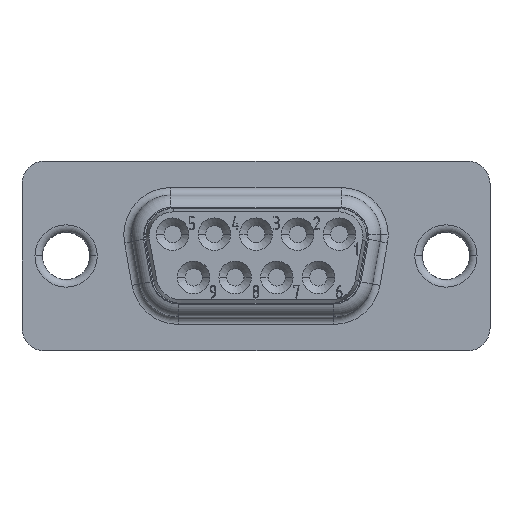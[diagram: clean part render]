
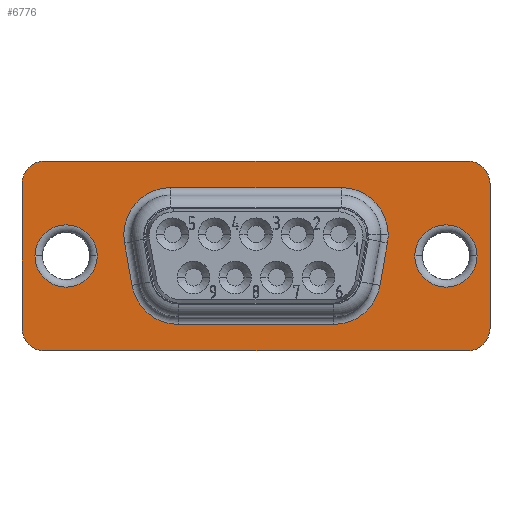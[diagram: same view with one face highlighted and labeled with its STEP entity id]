
A CAD part, top view. The second image highlights one B-rep face of the part: STEP entity #6776.
In plain terms, the highlighted planar face has unit normal (0, 0, 1).
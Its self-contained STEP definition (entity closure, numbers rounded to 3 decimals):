
#6776=ADVANCED_FACE('',(#10976,#10977,#10978,#10979),#7387,.T.);
#7387=PLANE('',#22784);
#9008=LINE('',#34117,#10287);
#9009=LINE('',#34121,#10288);
#9010=LINE('',#34129,#10289);
#9011=LINE('',#34137,#10290);
#9012=LINE('',#34154,#10291);
#9013=LINE('',#34158,#10292);
#9014=LINE('',#34162,#10293);
#9015=LINE('',#34166,#10294);
#10287=VECTOR('',#24911,1.);
#10288=VECTOR('',#24918,1.);
#10289=VECTOR('',#24929,1.);
#10290=VECTOR('',#24940,1.);
#10291=VECTOR('',#24967,1.);
#10292=VECTOR('',#24970,1.);
#10293=VECTOR('',#24973,1.);
#10294=VECTOR('',#24976,1.);
#10976=FACE_BOUND('',#11532,.T.);
#10977=FACE_BOUND('',#11533,.T.);
#10978=FACE_BOUND('',#11534,.T.);
#10979=FACE_BOUND('',#11535,.T.);
#11532=EDGE_LOOP('',(#14418,#14419));
#11533=EDGE_LOOP('',(#14420,#14421));
#11534=EDGE_LOOP('',(#14422,#14423,#14424,#14425,#14426,#14427,#14428,#14429,
#14430));
#11535=EDGE_LOOP('',(#14431,#14432,#14433,#14434,#14435,#14436,#14437,#14438));
#14418=ORIENTED_EDGE('',*,*,#19852,.T.);
#14419=ORIENTED_EDGE('',*,*,#18781,.T.);
#14420=ORIENTED_EDGE('',*,*,#19851,.T.);
#14421=ORIENTED_EDGE('',*,*,#18785,.T.);
#14422=ORIENTED_EDGE('',*,*,#19850,.T.);
#14423=ORIENTED_EDGE('',*,*,#19848,.T.);
#14424=ORIENTED_EDGE('',*,*,#19846,.T.);
#14425=ORIENTED_EDGE('',*,*,#19844,.T.);
#14426=ORIENTED_EDGE('',*,*,#19842,.T.);
#14427=ORIENTED_EDGE('',*,*,#19840,.T.);
#14428=ORIENTED_EDGE('',*,*,#18791,.T.);
#14429=ORIENTED_EDGE('',*,*,#19839,.T.);
#14430=ORIENTED_EDGE('',*,*,#19838,.T.);
#14431=ORIENTED_EDGE('',*,*,#19855,.T.);
#14432=ORIENTED_EDGE('',*,*,#19856,.T.);
#14433=ORIENTED_EDGE('',*,*,#19857,.T.);
#14434=ORIENTED_EDGE('',*,*,#19858,.T.);
#14435=ORIENTED_EDGE('',*,*,#19859,.T.);
#14436=ORIENTED_EDGE('',*,*,#19860,.T.);
#14437=ORIENTED_EDGE('',*,*,#19861,.T.);
#14438=ORIENTED_EDGE('',*,*,#19862,.T.);
#17168=VERTEX_POINT('',#26996);
#17169=VERTEX_POINT('',#26997);
#17172=VERTEX_POINT('',#27005);
#17173=VERTEX_POINT('',#27006);
#17178=VERTEX_POINT('',#27017);
#17179=VERTEX_POINT('',#27019);
#17863=VERTEX_POINT('',#34114);
#17864=VERTEX_POINT('',#34116);
#17865=VERTEX_POINT('',#34122);
#17866=VERTEX_POINT('',#34126);
#17867=VERTEX_POINT('',#34130);
#17868=VERTEX_POINT('',#34134);
#17869=VERTEX_POINT('',#34138);
#17870=VERTEX_POINT('',#34152);
#17871=VERTEX_POINT('',#34153);
#17872=VERTEX_POINT('',#34155);
#17873=VERTEX_POINT('',#34157);
#17874=VERTEX_POINT('',#34159);
#17875=VERTEX_POINT('',#34161);
#17876=VERTEX_POINT('',#34163);
#17877=VERTEX_POINT('',#34165);
#18781=EDGE_CURVE('',#17168,#17169,#21083,.T.);
#18785=EDGE_CURVE('',#17172,#17173,#21087,.T.);
#18791=EDGE_CURVE('',#17179,#17178,#21093,.T.);
#19838=EDGE_CURVE('',#17863,#17864,#9008,.T.);
#19839=EDGE_CURVE('',#17178,#17863,#21273,.T.);
#19840=EDGE_CURVE('',#17865,#17179,#9009,.T.);
#19842=EDGE_CURVE('',#17866,#17865,#21275,.T.);
#19844=EDGE_CURVE('',#17867,#17866,#9010,.T.);
#19846=EDGE_CURVE('',#17868,#17867,#21278,.T.);
#19848=EDGE_CURVE('',#17869,#17868,#9011,.T.);
#19850=EDGE_CURVE('',#17864,#17869,#21281,.T.);
#19851=EDGE_CURVE('',#17173,#17172,#21282,.T.);
#19852=EDGE_CURVE('',#17169,#17168,#21283,.T.);
#19855=EDGE_CURVE('',#17870,#17871,#21286,.T.);
#19856=EDGE_CURVE('',#17871,#17872,#9012,.T.);
#19857=EDGE_CURVE('',#17872,#17873,#21287,.T.);
#19858=EDGE_CURVE('',#17873,#17874,#9013,.T.);
#19859=EDGE_CURVE('',#17874,#17875,#21288,.T.);
#19860=EDGE_CURVE('',#17875,#17876,#9014,.T.);
#19861=EDGE_CURVE('',#17876,#17877,#21289,.T.);
#19862=EDGE_CURVE('',#17877,#17870,#9015,.T.);
#21083=CIRCLE('',#22343,2.05);
#21087=CIRCLE('',#22348,2.05);
#21093=CIRCLE('',#22355,3.1);
#21273=CIRCLE('',#22756,3.1);
#21275=CIRCLE('',#22760,3.1);
#21278=CIRCLE('',#22765,3.1);
#21281=CIRCLE('',#22770,3.1);
#21282=CIRCLE('',#22772,2.05);
#21283=CIRCLE('',#22774,2.05);
#21286=CIRCLE('',#22780,1.5);
#21287=CIRCLE('',#22781,1.5);
#21288=CIRCLE('',#22782,1.5);
#21289=CIRCLE('',#22783,1.5);
#22343=AXIS2_PLACEMENT_3D('',#26995,#23578,#23579);
#22348=AXIS2_PLACEMENT_3D('',#27004,#23588,#23589);
#22355=AXIS2_PLACEMENT_3D('',#27018,#23602,#23603);
#22756=AXIS2_PLACEMENT_3D('',#34119,#24914,#24915);
#22760=AXIS2_PLACEMENT_3D('',#34125,#24923,#24924);
#22765=AXIS2_PLACEMENT_3D('',#34133,#24934,#24935);
#22770=AXIS2_PLACEMENT_3D('',#34141,#24945,#24946);
#22772=AXIS2_PLACEMENT_3D('',#34143,#24949,#24950);
#22774=AXIS2_PLACEMENT_3D('',#34145,#24953,#24954);
#22780=AXIS2_PLACEMENT_3D('',#34151,#24965,#24966);
#22781=AXIS2_PLACEMENT_3D('',#34156,#24968,#24969);
#22782=AXIS2_PLACEMENT_3D('',#34160,#24971,#24972);
#22783=AXIS2_PLACEMENT_3D('',#34164,#24974,#24975);
#22784=AXIS2_PLACEMENT_3D('',#34167,#24977,#24978);
#23578=DIRECTION('',(0.,0.,-1.));
#23579=DIRECTION('',(1.,0.,0.));
#23588=DIRECTION('',(0.,0.,-1.));
#23589=DIRECTION('',(1.,0.,0.));
#23602=DIRECTION('',(0.,0.,-1.));
#23603=DIRECTION('',(1.,0.,0.));
#24911=DIRECTION('',(-0.174,-0.985,0.));
#24914=DIRECTION('',(0.,0.,-1.));
#24915=DIRECTION('',(1.,0.,0.));
#24918=DIRECTION('',(1.,0.,0.));
#24923=DIRECTION('',(0.,0.,-1.));
#24924=DIRECTION('',(1.,0.,0.));
#24929=DIRECTION('',(-0.174,0.985,0.));
#24934=DIRECTION('',(0.,0.,-1.));
#24935=DIRECTION('',(1.,0.,0.));
#24940=DIRECTION('',(-1.,0.,0.));
#24945=DIRECTION('',(0.,0.,-1.));
#24946=DIRECTION('',(1.,0.,0.));
#24949=DIRECTION('',(0.,0.,-1.));
#24950=DIRECTION('',(1.,0.,0.));
#24953=DIRECTION('',(0.,0.,-1.));
#24954=DIRECTION('',(1.,0.,0.));
#24965=DIRECTION('',(0.,0.,1.));
#24966=DIRECTION('',(1.,0.,0.));
#24967=DIRECTION('',(-1.,0.,0.));
#24968=DIRECTION('',(0.,0.,1.));
#24969=DIRECTION('',(1.,0.,0.));
#24970=DIRECTION('',(0.,-1.,0.));
#24971=DIRECTION('',(0.,0.,1.));
#24972=DIRECTION('',(1.,0.,0.));
#24973=DIRECTION('',(1.,0.,0.));
#24974=DIRECTION('',(0.,0.,1.));
#24975=DIRECTION('',(-1.,0.,0.));
#24976=DIRECTION('',(0.,1.,0.));
#24977=DIRECTION('',(0.,0.,1.));
#24978=DIRECTION('',(-1.,0.,0.));
#26995=CARTESIAN_POINT('',(12.5,0.,0.4));
#26996=CARTESIAN_POINT('',(10.45,0.,0.4));
#26997=CARTESIAN_POINT('',(14.55,0.,0.4));
#27004=CARTESIAN_POINT('',(-12.5,0.,0.4));
#27005=CARTESIAN_POINT('',(-14.55,0.,0.4));
#27006=CARTESIAN_POINT('',(-10.45,0.,0.4));
#27017=CARTESIAN_POINT('',(8.7,1.4,0.4));
#27018=CARTESIAN_POINT('',(5.6,1.4,0.4));
#27019=CARTESIAN_POINT('',(5.6,4.5,0.4));
#34114=CARTESIAN_POINT('',(8.653,0.862,0.4));
#34116=CARTESIAN_POINT('',(8.159,-1.938,0.4));
#34117=CARTESIAN_POINT('',(9.476,5.53,0.4));
#34119=CARTESIAN_POINT('',(5.6,1.4,0.4));
#34121=CARTESIAN_POINT('',(5.6,4.5,0.4));
#34122=CARTESIAN_POINT('',(-5.6,4.5,0.4));
#34125=CARTESIAN_POINT('',(-5.6,1.4,0.4));
#34126=CARTESIAN_POINT('',(-8.653,0.862,0.4));
#34129=CARTESIAN_POINT('',(-8.638,0.776,0.4));
#34130=CARTESIAN_POINT('',(-8.159,-1.938,0.4));
#34133=CARTESIAN_POINT('',(-5.106,-1.4,0.4));
#34134=CARTESIAN_POINT('',(-5.106,-4.5,0.4));
#34137=CARTESIAN_POINT('',(13.9,-4.5,0.4));
#34138=CARTESIAN_POINT('',(5.106,-4.5,0.4));
#34141=CARTESIAN_POINT('',(5.106,-1.4,0.4));
#34143=CARTESIAN_POINT('',(-12.5,0.,0.4));
#34145=CARTESIAN_POINT('',(12.5,0.,0.4));
#34151=CARTESIAN_POINT('',(13.9,4.75,0.4));
#34152=CARTESIAN_POINT('',(15.4,4.75,0.4));
#34153=CARTESIAN_POINT('',(13.9,6.25,0.4));
#34154=CARTESIAN_POINT('',(-13.9,6.25,0.4));
#34155=CARTESIAN_POINT('',(-13.9,6.25,0.4));
#34156=CARTESIAN_POINT('',(-13.9,4.75,0.4));
#34157=CARTESIAN_POINT('',(-15.4,4.75,0.4));
#34158=CARTESIAN_POINT('',(-15.4,4.75,0.4));
#34159=CARTESIAN_POINT('',(-15.4,-4.75,0.4));
#34160=CARTESIAN_POINT('',(-13.9,-4.75,0.4));
#34161=CARTESIAN_POINT('',(-13.9,-6.25,0.4));
#34162=CARTESIAN_POINT('',(-13.9,-6.25,0.4));
#34163=CARTESIAN_POINT('',(13.9,-6.25,0.4));
#34164=CARTESIAN_POINT('',(13.9,-4.75,0.4));
#34165=CARTESIAN_POINT('',(15.4,-4.75,0.4));
#34166=CARTESIAN_POINT('',(15.4,4.75,0.4));
#34167=CARTESIAN_POINT('',(13.9,4.75,0.4));
